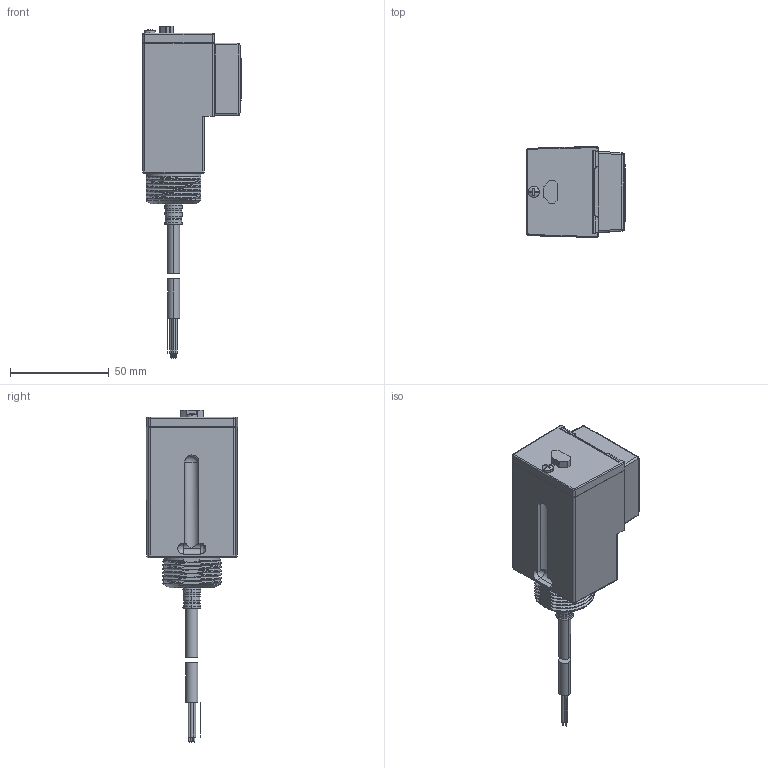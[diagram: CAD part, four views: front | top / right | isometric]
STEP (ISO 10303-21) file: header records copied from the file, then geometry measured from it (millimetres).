
FILE_DESCRIPTION((''),'2;1');
FILE_NAME('RP74-XXXXXXD-CY9C4U2','2017-04-18T',('Administrator'),(''),'PRO/ENGINEER BY PARAMETRIC TECHNOLOGY CORPORATION, 2007170','PRO/ENGINEER BY PARAMETRIC TECHNOLOGY CORPORATION, 2007170','');
FILE_SCHEMA(('CONFIG_CONTROL_DESIGN'));
Length unit declared in the file: millimetre
Products named in the file (1): RP74-XXXXXXD-CY9C4U2
Bounding box: 49.6 x 46.09 x 167.7 mm (x, y, z)
Volume: 134908.8 mm3; surface area: 22959.4 mm2
Topology: 3 solids, 3 shells, 314 faces, 789 edges, 487 vertices
Faces by surface type: cylinder 120, plane 110, cone 41, bspline 24, sphere 14, torus 5
Entity records: 13089 total; most frequent: CARTESIAN_POINT 5823, ORIENTED_EDGE 1554, DIRECTION 1434, EDGE_CURVE 777, AXIS2_PLACEMENT_3D 531, VERTEX_POINT 487, VECTOR 372, LINE 372
